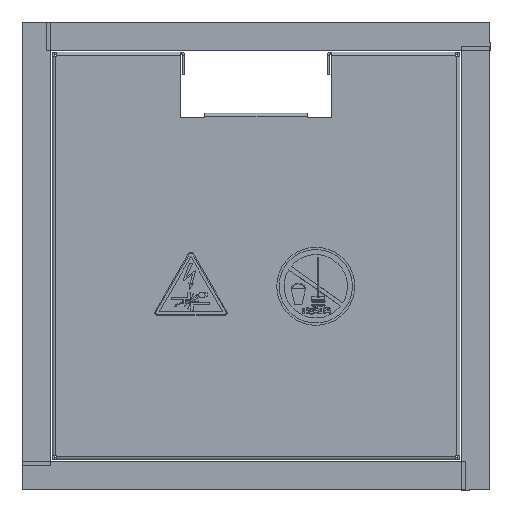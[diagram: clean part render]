
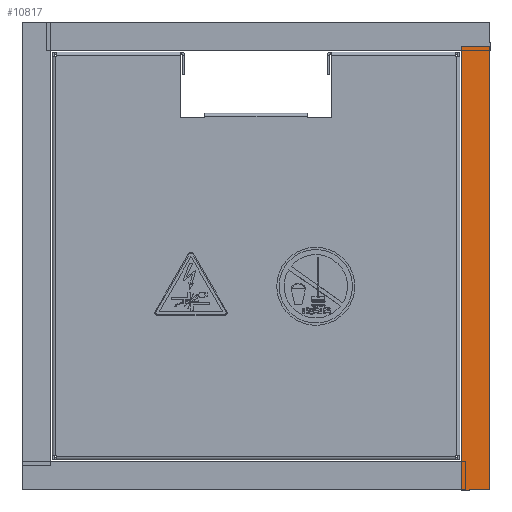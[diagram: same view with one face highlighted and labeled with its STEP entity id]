
A CAD part, front view. The second image highlights one B-rep face of the part: STEP entity #10817.
In plain terms, the highlighted planar face has unit normal (0, -1, 0).
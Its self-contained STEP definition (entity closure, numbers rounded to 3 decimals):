
#560 = ORIENTED_EDGE ( 'NONE', *, *, #5039, .F. ) ;
#737 = DIRECTION ( 'NONE',  ( 0., 0., 1. ) ) ;
#1069 = AXIS2_PLACEMENT_3D ( 'NONE', #10865, #6849, #737 ) ;
#1761 = VERTEX_POINT ( 'NONE', #7426 ) ;
#1926 = EDGE_CURVE ( 'NONE', #11467, #11485, #3349, .T. ) ;
#2607 = LINE ( 'NONE', #9529, #13035 ) ;
#3349 = LINE ( 'NONE', #9269, #6045 ) ;
#3354 = ORIENTED_EDGE ( 'NONE', *, *, #1926, .F. ) ;
#3389 = EDGE_LOOP ( 'NONE', ( #7473, #3354, #560, #11500 ) ) ;
#4645 = EDGE_CURVE ( 'NONE', #1761, #10368, #4997, .T. ) ;
#4737 = CARTESIAN_POINT ( 'NONE',  ( 20., 0., 0. ) ) ;
#4997 = LINE ( 'NONE', #11420, #7982 ) ;
#5039 = EDGE_CURVE ( 'NONE', #1761, #11467, #9519, .T. ) ;
#5052 = DIRECTION ( 'NONE',  ( 1., 0., 0. ) ) ;
#5497 = DIRECTION ( 'NONE',  ( 1., 0., 0. ) ) ;
#6045 = VECTOR ( 'NONE', #9637, 1000. ) ;
#6849 = DIRECTION ( 'NONE',  ( 0., 1., 0. ) ) ;
#6858 = VECTOR ( 'NONE', #5052, 1000. ) ;
#6917 = CARTESIAN_POINT ( 'NONE',  ( 0., 0., 0. ) ) ;
#7426 = CARTESIAN_POINT ( 'NONE',  ( 0., 0., 306.8 ) ) ;
#7473 = ORIENTED_EDGE ( 'NONE', *, *, #10664, .T. ) ;
#7982 = VECTOR ( 'NONE', #12421, 1000. ) ;
#9023 = CARTESIAN_POINT ( 'NONE',  ( 0., 0., 306.8 ) ) ;
#9269 = CARTESIAN_POINT ( 'NONE',  ( 20., 0., 306.8 ) ) ;
#9519 = LINE ( 'NONE', #9023, #6858 ) ;
#9529 = CARTESIAN_POINT ( 'NONE',  ( 0., 0., 0. ) ) ;
#9637 = DIRECTION ( 'NONE',  ( 0., 0., -1. ) ) ;
#10368 = VERTEX_POINT ( 'NONE', #6917 ) ;
#10664 = EDGE_CURVE ( 'NONE', #10368, #11485, #2607, .T. ) ;
#10760 = CARTESIAN_POINT ( 'NONE',  ( 20., 0., 306.8 ) ) ;
#10817 = ADVANCED_FACE ( 'NONE', ( #11597 ), #12887, .F. ) ;
#10865 = CARTESIAN_POINT ( 'NONE',  ( 0., 0., 306.8 ) ) ;
#11420 = CARTESIAN_POINT ( 'NONE',  ( 0., 0., 306.8 ) ) ;
#11467 = VERTEX_POINT ( 'NONE', #10760 ) ;
#11485 = VERTEX_POINT ( 'NONE', #4737 ) ;
#11500 = ORIENTED_EDGE ( 'NONE', *, *, #4645, .T. ) ;
#11597 = FACE_OUTER_BOUND ( 'NONE', #3389, .T. ) ;
#12421 = DIRECTION ( 'NONE',  ( 0., 0., -1. ) ) ;
#12887 = PLANE ( 'NONE',  #1069 ) ;
#13035 = VECTOR ( 'NONE', #5497, 1000. ) ;
